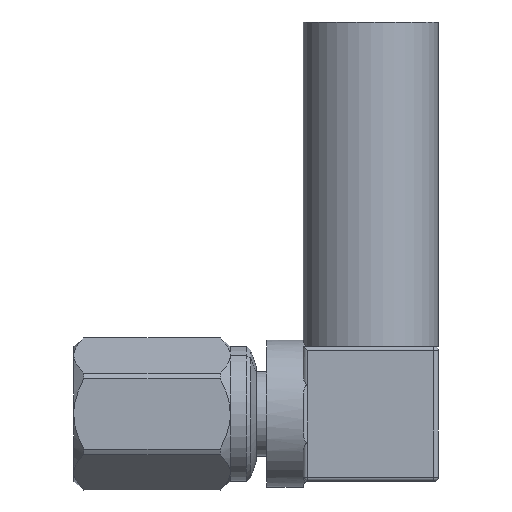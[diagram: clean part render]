
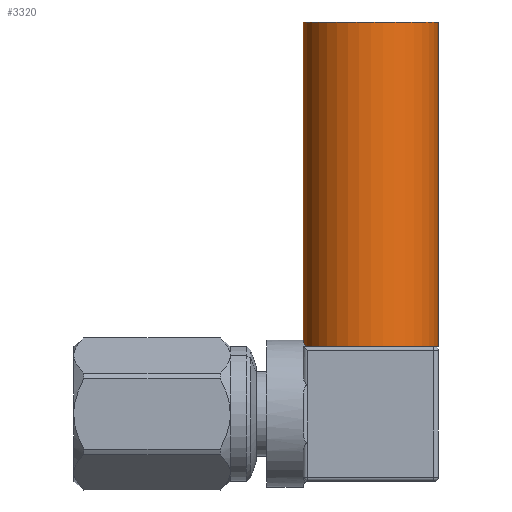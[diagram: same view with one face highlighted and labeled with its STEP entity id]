
A CAD part, front view. The second image highlights one B-rep face of the part: STEP entity #3320.
In plain terms, the highlighted cylindrical face has radius 1.981 mm (diameter 3.962 mm), a partial arc.
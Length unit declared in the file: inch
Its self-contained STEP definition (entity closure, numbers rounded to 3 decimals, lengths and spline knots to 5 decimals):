
#283 = CARTESIAN_POINT ( 'NONE',  ( 0.26465, 0., 0.453 ) ) ;
#376 = ORIENTED_EDGE ( 'NONE', *, *, #1364, .F. ) ;
#394 = CARTESIAN_POINT ( 'NONE',  ( 0.34265, 0., 0.453 ) ) ;
#468 = CARTESIAN_POINT ( 'NONE',  ( 0.42065, 0., 0.453 ) ) ;
#523 = AXIS2_PLACEMENT_3D ( 'NONE', #682, #4503, #1414 ) ;
#621 = VERTEX_POINT ( 'NONE', #2030 ) ;
#682 = CARTESIAN_POINT ( 'NONE',  ( 0.34265, 0., 0.453 ) ) ;
#752 = CARTESIAN_POINT ( 'NONE',  ( 0.26465, 0., 0.453 ) ) ;
#797 = FACE_OUTER_BOUND ( 'NONE', #2888, .T. ) ;
#972 = LINE ( 'NONE', #3367, #1956 ) ;
#1054 = DIRECTION ( 'NONE',  ( 1., 0., 0. ) ) ;
#1364 = EDGE_CURVE ( 'NONE', #3912, #621, #972, .T. ) ;
#1414 = DIRECTION ( 'NONE',  ( -1., 0., 0. ) ) ;
#1575 = AXIS2_PLACEMENT_3D ( 'NONE', #394, #2132, #1054 ) ;
#1625 = VERTEX_POINT ( 'NONE', #3521 ) ;
#1900 = EDGE_CURVE ( 'NONE', #2515, #1625, #2457, .T. ) ;
#1956 = VECTOR ( 'NONE', #4087, 39.37008 ) ;
#2030 = CARTESIAN_POINT ( 'NONE',  ( 0.42065, 0., 0.078 ) ) ;
#2132 = DIRECTION ( 'NONE',  ( 0., 0., 1. ) ) ;
#2241 = VECTOR ( 'NONE', #3202, 39.37008 ) ;
#2279 = CIRCLE ( 'NONE', #1575, 0.078 ) ;
#2457 = LINE ( 'NONE', #752, #2241 ) ;
#2515 = VERTEX_POINT ( 'NONE', #283 ) ;
#2777 = ORIENTED_EDGE ( 'NONE', *, *, #4399, .F. ) ;
#2888 = EDGE_LOOP ( 'NONE', ( #376, #2777, #4298, #4237 ) ) ;
#2921 = CARTESIAN_POINT ( 'NONE',  ( 0.34265, 0., 0.078 ) ) ;
#2938 = EDGE_CURVE ( 'NONE', #1625, #621, #4336, .T. ) ;
#3202 = DIRECTION ( 'NONE',  ( 0., 0., -1. ) ) ;
#3320 = ADVANCED_FACE ( 'NONE', ( #797 ), #4083, .T. ) ;
#3367 = CARTESIAN_POINT ( 'NONE',  ( 0.42065, 0., 0.453 ) ) ;
#3521 = CARTESIAN_POINT ( 'NONE',  ( 0.26465, 0., 0.078 ) ) ;
#3674 = DIRECTION ( 'NONE',  ( 0., 0., 1. ) ) ;
#3912 = VERTEX_POINT ( 'NONE', #468 ) ;
#3949 = DIRECTION ( 'NONE',  ( 1., 0., 0. ) ) ;
#4006 = AXIS2_PLACEMENT_3D ( 'NONE', #2921, #3674, #3949 ) ;
#4083 = CYLINDRICAL_SURFACE ( 'NONE', #523, 0.078 ) ;
#4087 = DIRECTION ( 'NONE',  ( 0., 0., -1. ) ) ;
#4237 = ORIENTED_EDGE ( 'NONE', *, *, #2938, .T. ) ;
#4298 = ORIENTED_EDGE ( 'NONE', *, *, #1900, .T. ) ;
#4336 = CIRCLE ( 'NONE', #4006, 0.078 ) ;
#4399 = EDGE_CURVE ( 'NONE', #2515, #3912, #2279, .T. ) ;
#4503 = DIRECTION ( 'NONE',  ( 0., 0., -1. ) ) ;
